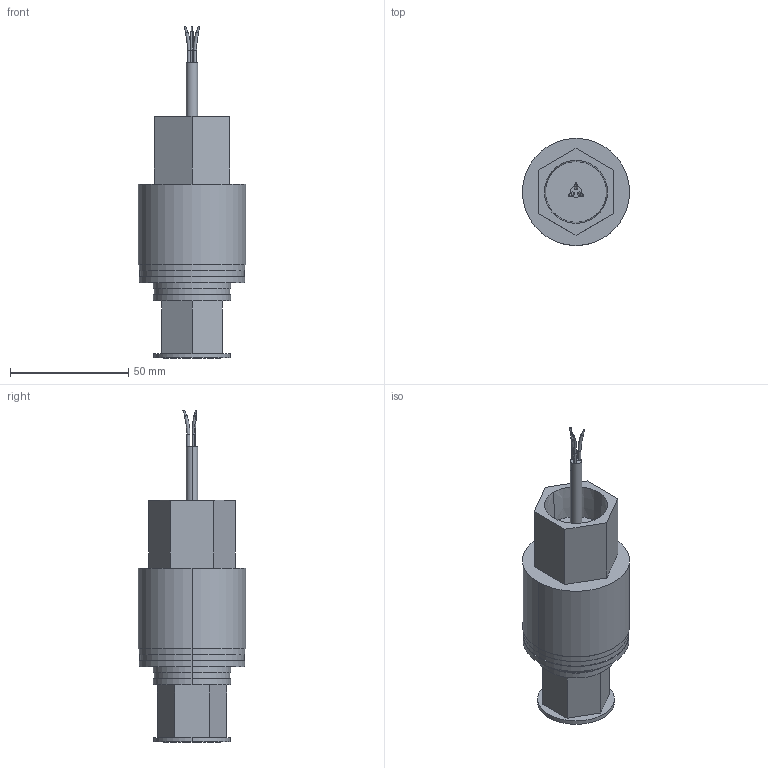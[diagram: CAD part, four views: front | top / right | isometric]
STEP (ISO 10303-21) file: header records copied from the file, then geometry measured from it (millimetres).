
FILE_DESCRIPTION (( 'STEP AP214' ), '1' );
FILE_NAME ('Pressure Transducer_ExplosionProof_0.50(15)_951.STEP', '2020-04-24T17:55:02', ( '' ), ( '' ), 'SwSTEP 2.0', 'SolidWorks 2019', '' );
FILE_SCHEMA (( 'AUTOMOTIVE_DESIGN' ));
Length unit declared in the file: inch
Products named in the file (1): Pressure Transducer_ExplosionProof_0.50(15)_951
Bounding box: 45.24 x 45.24 x 140.23 mm (x, y, z)
Volume: 99311.9 mm3; surface area: 18805.9 mm2
Topology: 3 solids, 3 shells, 74 faces, 150 edges, 98 vertices
Faces by surface type: plane 34, cylinder 30, torus 6, cone 4
Entity records: 2990 total; most frequent: DIRECTION 380, CARTESIAN_POINT 323, ORIENTED_EDGE 300, AXIS2_PLACEMENT_3D 155, EDGE_CURVE 150, VERTEX_POINT 98, EDGE_LOOP 90, CIRCLE 80
